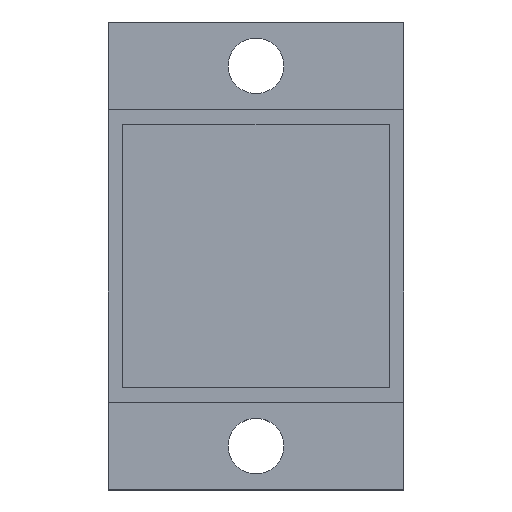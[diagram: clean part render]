
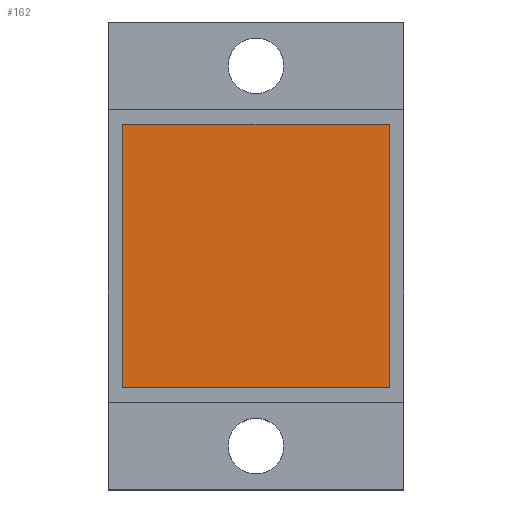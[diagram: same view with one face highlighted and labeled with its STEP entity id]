
A CAD part, top view. The second image highlights one B-rep face of the part: STEP entity #162.
In plain terms, the highlighted planar face has unit normal (0, 0, 1).
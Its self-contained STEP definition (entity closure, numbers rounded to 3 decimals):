
#11 = AXIS2_PLACEMENT_3D ( 'NONE', #272, #271, #270 ) ;
#19 = FACE_OUTER_BOUND ( 'NONE', #65, .T. ) ;
#20 = VECTOR ( 'NONE', #282, 1000. ) ;
#21 = VECTOR ( 'NONE', #285, 1000. ) ;
#22 = VECTOR ( 'NONE', #288, 1000. ) ;
#24 = VECTOR ( 'NONE', #294, 1000. ) ;
#65 = EDGE_LOOP ( 'NONE', ( #346, #351, #350, #349 ) ) ;
#154 = EDGE_CURVE ( 'NONE', #438, #426, #296, .T. ) ;
#156 = EDGE_CURVE ( 'NONE', #426, #439, #290, .T. ) ;
#157 = EDGE_CURVE ( 'NONE', #437, #438, #287, .T. ) ;
#158 = EDGE_CURVE ( 'NONE', #439, #437, #284, .T. ) ;
#162 = ADVANCED_FACE ( 'NONE', ( #19 ), #273, .T. ) ;
#270 = DIRECTION ( 'NONE',  ( 1., 0., 0. ) ) ;
#271 = DIRECTION ( 'NONE',  ( 0., 0., 1. ) ) ;
#272 = CARTESIAN_POINT ( 'NONE',  ( -9.1, -9., 3.1 ) ) ;
#273 = PLANE ( 'NONE',  #11 ) ;
#282 = DIRECTION ( 'NONE',  ( 1., 0., 0. ) ) ;
#283 = CARTESIAN_POINT ( 'NONE',  ( 0., -9., 3.1 ) ) ;
#284 = LINE ( 'NONE', #283, #20 ) ;
#285 = DIRECTION ( 'NONE',  ( 0., 1., 0. ) ) ;
#286 = CARTESIAN_POINT ( 'NONE',  ( 9.1, 0., 3.1 ) ) ;
#287 = LINE ( 'NONE', #286, #21 ) ;
#288 = DIRECTION ( 'NONE',  ( 0., -1., 0. ) ) ;
#289 = CARTESIAN_POINT ( 'NONE',  ( -9.1, 0., 3.1 ) ) ;
#290 = LINE ( 'NONE', #289, #22 ) ;
#294 = DIRECTION ( 'NONE',  ( -1., 0., 0. ) ) ;
#295 = CARTESIAN_POINT ( 'NONE',  ( 0., 9., 3.1 ) ) ;
#296 = LINE ( 'NONE', #295, #24 ) ;
#346 = ORIENTED_EDGE ( 'NONE', *, *, #157, .T. ) ;
#349 = ORIENTED_EDGE ( 'NONE', *, *, #158, .T. ) ;
#350 = ORIENTED_EDGE ( 'NONE', *, *, #156, .T. ) ;
#351 = ORIENTED_EDGE ( 'NONE', *, *, #154, .T. ) ;
#426 = VERTEX_POINT ( 'NONE', #541 ) ;
#437 = VERTEX_POINT ( 'NONE', #556 ) ;
#438 = VERTEX_POINT ( 'NONE', #557 ) ;
#439 = VERTEX_POINT ( 'NONE', #558 ) ;
#541 = CARTESIAN_POINT ( 'NONE',  ( -9.1, 9., 3.1 ) ) ;
#556 = CARTESIAN_POINT ( 'NONE',  ( 9.1, -9., 3.1 ) ) ;
#557 = CARTESIAN_POINT ( 'NONE',  ( 9.1, 9., 3.1 ) ) ;
#558 = CARTESIAN_POINT ( 'NONE',  ( -9.1, -9., 3.1 ) ) ;
